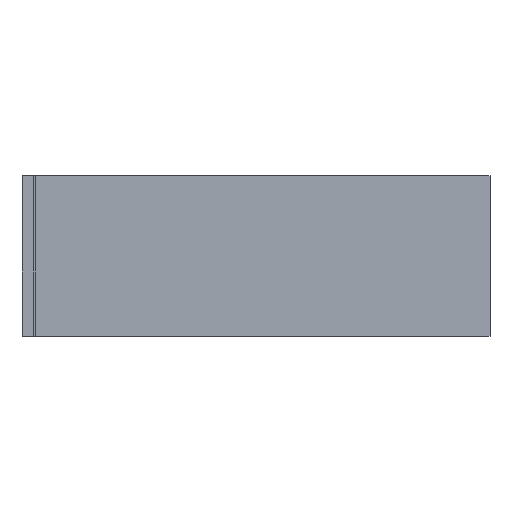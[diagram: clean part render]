
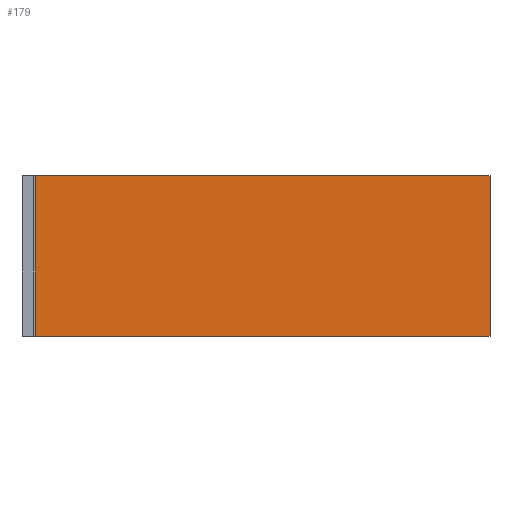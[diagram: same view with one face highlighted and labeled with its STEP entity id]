
A CAD part, top view. The second image highlights one B-rep face of the part: STEP entity #179.
In plain terms, the highlighted planar face has unit normal (0, 0, 1).
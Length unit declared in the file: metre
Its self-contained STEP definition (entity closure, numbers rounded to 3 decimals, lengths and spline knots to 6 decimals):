
#16=ORIENTED_EDGE('',*,*,#64,.T.);
#17=ORIENTED_EDGE('',*,*,#65,.F.);
#18=ORIENTED_EDGE('',*,*,#66,.F.);
#19=ORIENTED_EDGE('',*,*,#61,.T.);
#61=EDGE_CURVE('',#86,#85,#101,.T.);
#64=EDGE_CURVE('',#85,#88,#104,.T.);
#65=EDGE_CURVE('',#89,#88,#105,.T.);
#66=EDGE_CURVE('',#86,#89,#106,.T.);
#85=VERTEX_POINT('',#263);
#86=VERTEX_POINT('',#265);
#88=VERTEX_POINT('',#271);
#89=VERTEX_POINT('',#273);
#101=LINE('',#264,#125);
#104=LINE('',#270,#128);
#105=LINE('',#272,#129);
#106=LINE('',#274,#130);
#125=VECTOR('',#218,1.);
#128=VECTOR('',#223,1.);
#129=VECTOR('',#224,1.);
#130=VECTOR('',#225,1.);
#149=EDGE_LOOP('',(#16,#17,#18,#19));
#159=FACE_BOUND('',#149,.T.);
#169=PLANE('',#204);
#179=ADVANCED_FACE('',(#159),#169,.F.);
#204=AXIS2_PLACEMENT_3D('',#269,#221,#222);
#218=DIRECTION('',(0.,1.,0.));
#221=DIRECTION('',(0.,0.,-1.));
#222=DIRECTION('',(-1.,0.,0.));
#223=DIRECTION('',(-1.,0.,0.));
#224=DIRECTION('',(0.,1.,0.));
#225=DIRECTION('',(-1.,0.,0.));
#263=CARTESIAN_POINT('',(0.,0.4318,0.));
#264=CARTESIAN_POINT('',(0.,-0.4318,0.));
#265=CARTESIAN_POINT('',(0.,-0.4318,0.));
#269=CARTESIAN_POINT('',(-1.225,-0.4318,0.));
#270=CARTESIAN_POINT('',(-1.225,0.4318,0.));
#271=CARTESIAN_POINT('',(-2.45,0.4318,0.));
#272=CARTESIAN_POINT('',(-2.45,-0.4318,0.));
#273=CARTESIAN_POINT('',(-2.45,-0.4318,0.));
#274=CARTESIAN_POINT('',(-1.225,-0.4318,0.));
